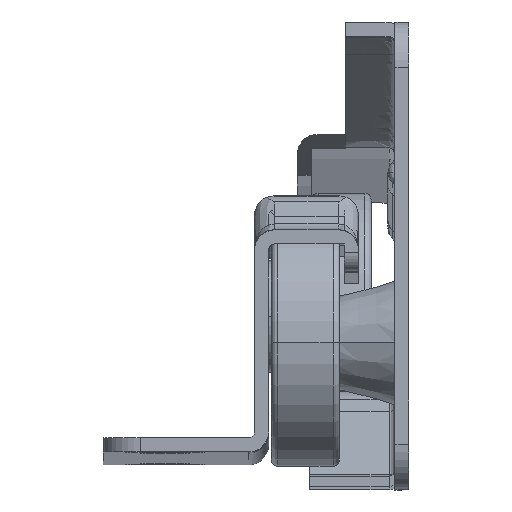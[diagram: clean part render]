
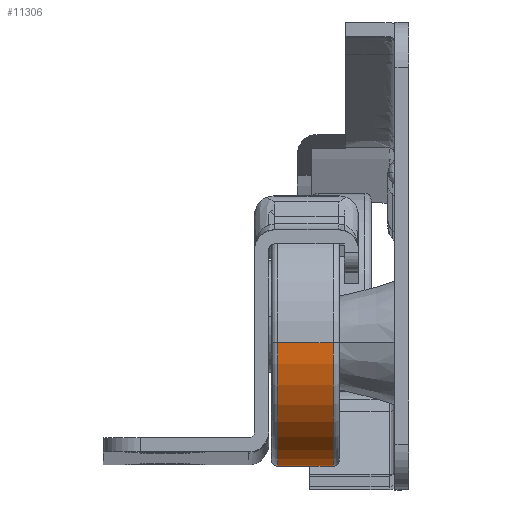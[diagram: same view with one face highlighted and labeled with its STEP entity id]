
A CAD part, top view. The second image highlights one B-rep face of the part: STEP entity #11306.
In plain terms, the highlighted cylindrical face has radius 10 mm (diameter 20 mm), a partial arc.
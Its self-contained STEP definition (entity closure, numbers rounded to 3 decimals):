
#969 = DIRECTION ( 'NONE',  ( 0., 0., -1. ) ) ;
#1317 = CARTESIAN_POINT ( 'NONE',  ( -16.016, 5., 559.44 ) ) ;
#1391 = CIRCLE ( 'NONE', #3756, 10. ) ;
#1610 = EDGE_CURVE ( 'NONE', #8090, #11165, #7648, .T. ) ;
#2338 = EDGE_CURVE ( 'NONE', #7105, #11165, #3452, .T. ) ;
#2937 = CYLINDRICAL_SURFACE ( 'NONE', #8500, 10. ) ;
#3000 = ORIENTED_EDGE ( 'NONE', *, *, #5840, .F. ) ;
#3151 = CARTESIAN_POINT ( 'NONE',  ( -11.016, 5., 549.44 ) ) ;
#3361 = ORIENTED_EDGE ( 'NONE', *, *, #1610, .F. ) ;
#3452 = LINE ( 'NONE', #8318, #4144 ) ;
#3756 = AXIS2_PLACEMENT_3D ( 'NONE', #4798, #11119, #969 ) ;
#4144 = VECTOR ( 'NONE', #6516, 1000. ) ;
#4798 = CARTESIAN_POINT ( 'NONE',  ( -15.516, 5., 549.44 ) ) ;
#5009 = ORIENTED_EDGE ( 'NONE', *, *, #2338, .T. ) ;
#5014 = CARTESIAN_POINT ( 'NONE',  ( -11.016, 5., 539.44 ) ) ;
#5214 = DIRECTION ( 'NONE',  ( 1., 0., 0. ) ) ;
#5840 = EDGE_CURVE ( 'NONE', #7120, #8090, #12607, .T. ) ;
#6139 = CARTESIAN_POINT ( 'NONE',  ( -16.016, 5., 549.44 ) ) ;
#6220 = DIRECTION ( 'NONE',  ( 0., 0., -1. ) ) ;
#6224 = VECTOR ( 'NONE', #10600, 1000. ) ;
#6516 = DIRECTION ( 'NONE',  ( 1., 0., 0. ) ) ;
#7105 = VERTEX_POINT ( 'NONE', #11538 ) ;
#7120 = VERTEX_POINT ( 'NONE', #11673 ) ;
#7648 = CIRCLE ( 'NONE', #8076, 10. ) ;
#8076 = AXIS2_PLACEMENT_3D ( 'NONE', #3151, #10291, #6220 ) ;
#8090 = VERTEX_POINT ( 'NONE', #10508 ) ;
#8318 = CARTESIAN_POINT ( 'NONE',  ( -16.016, 5., 539.44 ) ) ;
#8500 = AXIS2_PLACEMENT_3D ( 'NONE', #6139, #5214, #13235 ) ;
#8799 = EDGE_CURVE ( 'NONE', #7105, #7120, #1391, .T. ) ;
#10291 = DIRECTION ( 'NONE',  ( 1., 0., 0. ) ) ;
#10508 = CARTESIAN_POINT ( 'NONE',  ( -11.016, 5., 559.44 ) ) ;
#10600 = DIRECTION ( 'NONE',  ( 1., 0., 0. ) ) ;
#10676 = ORIENTED_EDGE ( 'NONE', *, *, #8799, .F. ) ;
#11119 = DIRECTION ( 'NONE',  ( -1., 0., 0. ) ) ;
#11165 = VERTEX_POINT ( 'NONE', #5014 ) ;
#11306 = ADVANCED_FACE ( 'NONE', ( #12085 ), #2937, .T. ) ;
#11538 = CARTESIAN_POINT ( 'NONE',  ( -15.516, 5., 539.44 ) ) ;
#11673 = CARTESIAN_POINT ( 'NONE',  ( -15.516, 5., 559.44 ) ) ;
#12085 = FACE_OUTER_BOUND ( 'NONE', #13043, .T. ) ;
#12607 = LINE ( 'NONE', #1317, #6224 ) ;
#13043 = EDGE_LOOP ( 'NONE', ( #10676, #5009, #3361, #3000 ) ) ;
#13235 = DIRECTION ( 'NONE',  ( 0., 0., 1. ) ) ;
